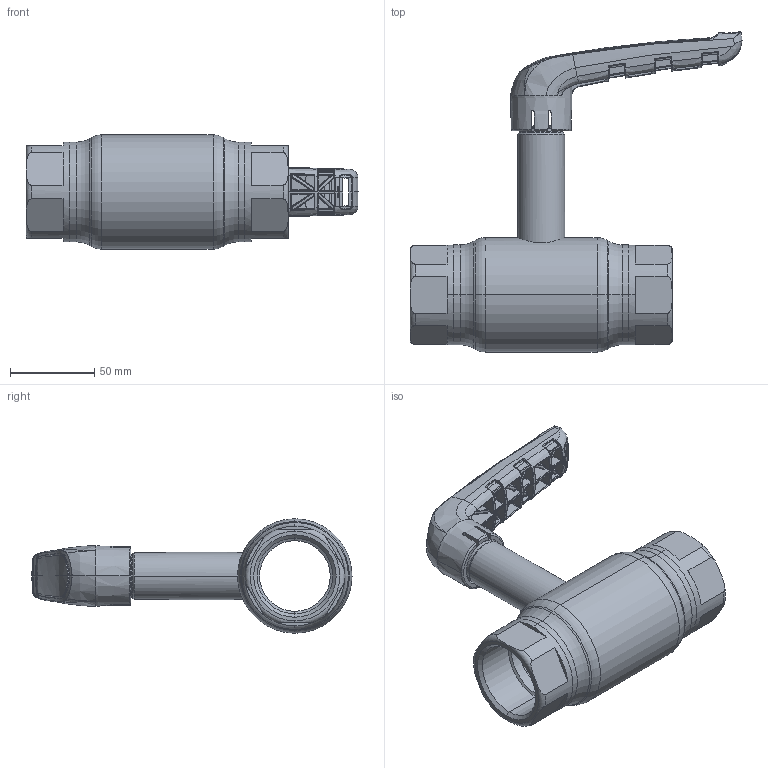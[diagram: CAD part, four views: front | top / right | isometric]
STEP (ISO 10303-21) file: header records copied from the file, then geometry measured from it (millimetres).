
FILE_DESCRIPTION (( 'STEP AP214' ), '1' );
FILE_NAME ('1040002031-2101.step', '2023-09-12T11:13:51', ( '' ), ( '' ), 'SwSTEP 2.0', 'SolidWorks 2021', '' );
FILE_SCHEMA (( 'AUTOMOTIVE_DESIGN' ));
Length unit declared in the file: millimetre
Products named in the file (1): 1040002031-2101
Bounding box: 197.35 x 190.31 x 68 mm (x, y, z)
Surface area: 76162.4 mm2 (no closed solid volume)
Topology: 0 solids, 10 shells, 810 faces, 2603 edges, 1667 vertices
Faces by surface type: bspline 656, plane 65, cylinder 34, torus 25, cone 24, sphere 6
Entity records: 60493 total; most frequent: CARTESIAN_POINT 35062, ORIENTED_EDGE 4180, EDGE_CURVE 2585, B_SPLINE_CURVE_WITH_KNOTS 1788, DIRECTION 1713, VERTEX_POINT 1665, EDGE_LOOP 818, UNCERTAINTY_MEASURE_WITH_UNIT 812
